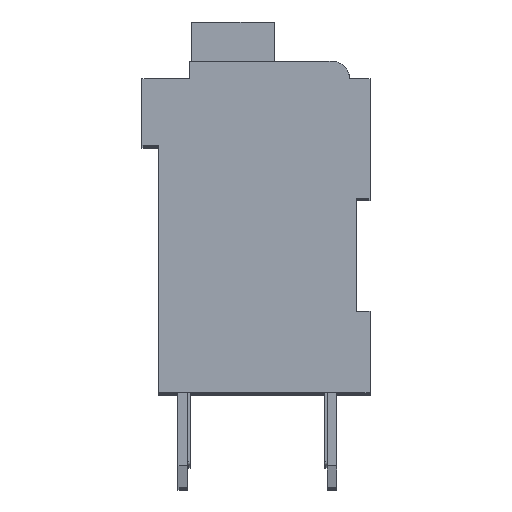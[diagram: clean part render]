
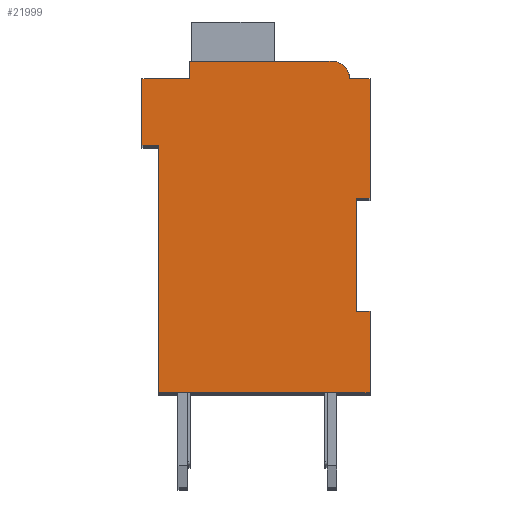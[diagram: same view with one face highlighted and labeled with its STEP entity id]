
A CAD part, top view. The second image highlights one B-rep face of the part: STEP entity #21999.
In plain terms, the highlighted planar face has unit normal (0, 0, 1).
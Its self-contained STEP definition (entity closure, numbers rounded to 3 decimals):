
#5346=DIRECTION('',(1.,0.,0.));
#5347=VECTOR('',#5346,0.5);
#5348=CARTESIAN_POINT('',(7.3,7.15,2.1));
#5349=LINE('',#5348,#5347);
#5350=DIRECTION('',(0.,1.,0.));
#5351=VECTOR('',#5350,4.15);
#5352=CARTESIAN_POINT('',(7.3,3.,2.1));
#5353=LINE('',#5352,#5351);
#5354=DIRECTION('',(-1.,0.,0.));
#5355=VECTOR('',#5354,0.5);
#5356=CARTESIAN_POINT('',(7.8,3.,2.1));
#5357=LINE('',#5356,#5355);
#5358=DIRECTION('',(0.,1.,0.));
#5359=VECTOR('',#5358,3.);
#5360=CARTESIAN_POINT('',(7.8,0.,2.1));
#5361=LINE('',#5360,#5359);
#5362=DIRECTION('',(1.,0.,0.));
#5363=VECTOR('',#5362,7.8);
#5364=CARTESIAN_POINT('',(0.,0.,2.1));
#5365=LINE('',#5364,#5363);
#5366=DIRECTION('',(0.,-1.,0.));
#5367=VECTOR('',#5366,9.1);
#5368=CARTESIAN_POINT('',(0.,9.1,2.1));
#5369=LINE('',#5368,#5367);
#5370=DIRECTION('',(1.,0.,0.));
#5371=VECTOR('',#5370,0.6);
#5372=CARTESIAN_POINT('',(-0.6,9.1,2.1));
#5373=LINE('',#5372,#5371);
#5374=DIRECTION('',(0.,-1.,0.));
#5375=VECTOR('',#5374,2.45);
#5376=CARTESIAN_POINT('',(-0.6,11.55,2.1));
#5377=LINE('',#5376,#5375);
#5378=DIRECTION('',(-1.,0.,0.));
#5379=VECTOR('',#5378,1.75);
#5380=CARTESIAN_POINT('',(1.15,11.55,2.1));
#5381=LINE('',#5380,#5379);
#5382=DIRECTION('',(0.,-1.,0.));
#5383=VECTOR('',#5382,0.65);
#5384=CARTESIAN_POINT('',(1.15,12.2,2.1));
#5385=LINE('',#5384,#5383);
#5386=DIRECTION('',(-1.,0.,0.));
#5387=VECTOR('',#5386,5.25);
#5388=CARTESIAN_POINT('',(6.4,12.2,2.1));
#5389=LINE('',#5388,#5387);
#5390=CARTESIAN_POINT('',(6.4,11.55,2.1));
#5391=DIRECTION('',(0.,0.,1.));
#5392=DIRECTION('',(1.,0.,0.));
#5393=AXIS2_PLACEMENT_3D('',#5390,#5391,#5392);
#5395=DIRECTION('',(-1.,0.,0.));
#5396=VECTOR('',#5395,0.75);
#5397=CARTESIAN_POINT('',(7.8,11.55,2.1));
#5398=LINE('',#5397,#5396);
#5399=DIRECTION('',(0.,1.,0.));
#5400=VECTOR('',#5399,4.4);
#5401=CARTESIAN_POINT('',(7.8,7.15,2.1));
#5402=LINE('',#5401,#5400);
#12671=CARTESIAN_POINT('',(7.3,7.15,2.1));
#12672=CARTESIAN_POINT('',(7.8,7.15,2.1));
#12673=VERTEX_POINT('',#12671);
#12674=VERTEX_POINT('',#12672);
#12675=CARTESIAN_POINT('',(7.8,11.55,2.1));
#12676=VERTEX_POINT('',#12675);
#12677=CARTESIAN_POINT('',(7.05,11.55,2.1));
#12678=VERTEX_POINT('',#12677);
#12679=CARTESIAN_POINT('',(6.4,12.2,2.1));
#12680=VERTEX_POINT('',#12679);
#12681=CARTESIAN_POINT('',(1.15,12.2,2.1));
#12682=VERTEX_POINT('',#12681);
#12683=CARTESIAN_POINT('',(1.15,11.55,2.1));
#12684=VERTEX_POINT('',#12683);
#12685=CARTESIAN_POINT('',(-0.6,11.55,2.1));
#12686=VERTEX_POINT('',#12685);
#12687=CARTESIAN_POINT('',(-0.6,9.1,2.1));
#12688=VERTEX_POINT('',#12687);
#12689=CARTESIAN_POINT('',(0.,9.1,2.1));
#12690=VERTEX_POINT('',#12689);
#12691=CARTESIAN_POINT('',(0.,0.,2.1));
#12692=VERTEX_POINT('',#12691);
#12693=CARTESIAN_POINT('',(7.8,0.,2.1));
#12694=VERTEX_POINT('',#12693);
#12695=CARTESIAN_POINT('',(7.8,3.,2.1));
#12696=VERTEX_POINT('',#12695);
#12697=CARTESIAN_POINT('',(7.3,3.,2.1));
#12698=VERTEX_POINT('',#12697);
#21978=CARTESIAN_POINT('',(0.,0.,2.1));
#21979=DIRECTION('',(0.,0.,1.));
#21980=DIRECTION('',(1.,0.,0.));
#21981=AXIS2_PLACEMENT_3D('',#21978,#21979,#21980);
#21982=PLANE('',#21981);
#21983=ORIENTED_EDGE('',*,*,#16672,.F.);
#21984=ORIENTED_EDGE('',*,*,#17290,.F.);
#21985=ORIENTED_EDGE('',*,*,#17782,.F.);
#21986=ORIENTED_EDGE('',*,*,#18107,.F.);
#21987=ORIENTED_EDGE('',*,*,#18488,.F.);
#21988=ORIENTED_EDGE('',*,*,#18997,.F.);
#21989=ORIENTED_EDGE('',*,*,#19600,.F.);
#21990=ORIENTED_EDGE('',*,*,#19804,.F.);
#21991=ORIENTED_EDGE('',*,*,#20111,.F.);
#21992=ORIENTED_EDGE('',*,*,#20708,.F.);
#21993=ORIENTED_EDGE('',*,*,#21174,.F.);
#21994=ORIENTED_EDGE('',*,*,#20162,.F.);
#21995=ORIENTED_EDGE('',*,*,#20539,.F.);
#21996=ORIENTED_EDGE('',*,*,#17185,.F.);
#21997=EDGE_LOOP('',(#21983,#21984,#21985,#21986,#21987,#21988,#21989,#21990,
#21991,#21992,#21993,#21994,#21995,#21996));
#21998=FACE_OUTER_BOUND('',#21997,.F.);
#5394=CIRCLE('',#5393,0.65);
#16672=EDGE_CURVE('',#12673,#12674,#5349,.T.);
#17185=EDGE_CURVE('',#12674,#12676,#5402,.T.);
#17290=EDGE_CURVE('',#12698,#12673,#5353,.T.);
#17782=EDGE_CURVE('',#12696,#12698,#5357,.T.);
#18107=EDGE_CURVE('',#12694,#12696,#5361,.T.);
#18488=EDGE_CURVE('',#12692,#12694,#5365,.T.);
#18997=EDGE_CURVE('',#12690,#12692,#5369,.T.);
#19600=EDGE_CURVE('',#12688,#12690,#5373,.T.);
#19804=EDGE_CURVE('',#12686,#12688,#5377,.T.);
#20111=EDGE_CURVE('',#12684,#12686,#5381,.T.);
#20162=EDGE_CURVE('',#12678,#12680,#5394,.T.);
#20539=EDGE_CURVE('',#12676,#12678,#5398,.T.);
#20708=EDGE_CURVE('',#12682,#12684,#5385,.T.);
#21174=EDGE_CURVE('',#12680,#12682,#5389,.T.);
#21999=ADVANCED_FACE('',(#21998),#21982,.T.);
